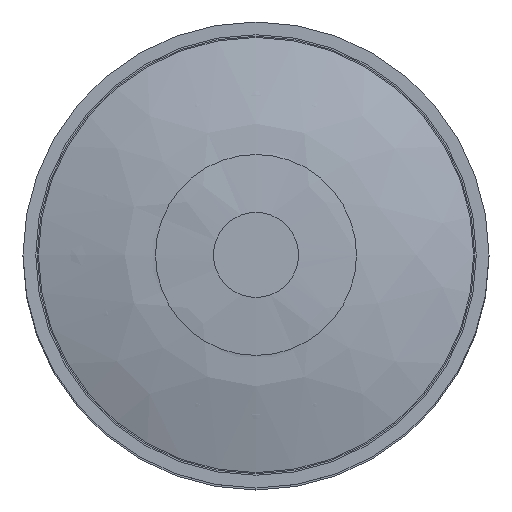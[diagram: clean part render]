
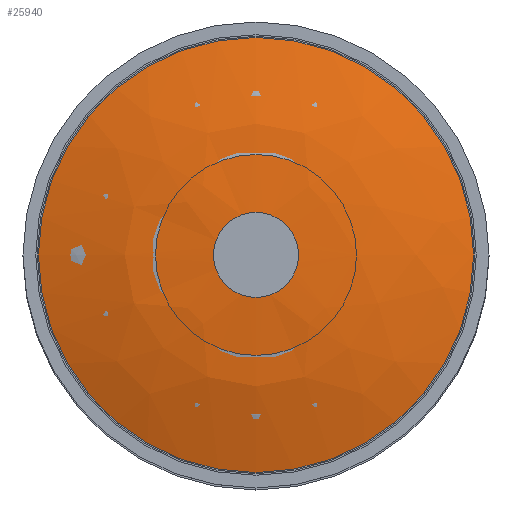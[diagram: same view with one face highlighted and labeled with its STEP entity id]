
A CAD part, top view. The second image highlights one B-rep face of the part: STEP entity #25940.
In plain terms, the highlighted free-form (B-spline) face has degree [2, 2] with [3, 9] control points.
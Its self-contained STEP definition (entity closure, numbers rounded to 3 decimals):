
#17=(
BOUNDED_SURFACE()
B_SPLINE_SURFACE(2,2,((#94405,#94406,#94407,#94408,#94409,#94410,#94411,
#94412,#94413),(#94414,#94415,#94416,#94417,#94418,#94419,#94420,#94421,
#94422),(#94423,#94424,#94425,#94426,#94427,#94428,#94429,#94430,#94431)),
 .UNSPECIFIED.,.F.,.T.,.F.)
B_SPLINE_SURFACE_WITH_KNOTS((3,3),(3,2,2,2,3),(-1.571,-1.236),
(-3.142,-1.571,0.,1.571,3.142),
 .UNSPECIFIED.)
GEOMETRIC_REPRESENTATION_ITEM()
RATIONAL_B_SPLINE_SURFACE(((1.,0.707,1.,0.707,1.,
0.707,1.,0.707,1.),(0.986,0.697,
0.986,0.697,0.986,0.697,
0.986,0.697,0.986),(1.,0.707,
1.,0.707,1.,0.707,1.,0.707,1.)))
REPRESENTATION_ITEM('')
SURFACE()
);
#2021=CIRCLE('',#27192,275.);
#2022=CIRCLE('',#27193,275.);
#2023=CIRCLE('',#27194,275.);
#2024=CIRCLE('',#27195,1407.5);
#2025=CIRCLE('',#27196,1407.5);
#2026=CIRCLE('',#27197,3450.);
#3080=FACE_OUTER_BOUND('',#4958,.T.);
#4958=EDGE_LOOP('',(#23170,#23171,#23172,#23173,#23174,#23175,#23176));
#12919=VERTEX_POINT('',#94398);
#12920=VERTEX_POINT('',#94399);
#12921=VERTEX_POINT('',#94401);
#12922=VERTEX_POINT('',#94432);
#12923=VERTEX_POINT('',#94433);
#16620=EDGE_CURVE('',#12919,#12920,#2021,.T.);
#16621=EDGE_CURVE('',#12921,#12919,#2022,.T.);
#16623=EDGE_CURVE('',#12920,#12921,#2023,.T.);
#16624=EDGE_CURVE('',#12922,#12923,#2024,.T.);
#16625=EDGE_CURVE('',#12923,#12922,#2025,.T.);
#16626=EDGE_CURVE('',#12923,#12920,#2026,.T.);
#23170=ORIENTED_EDGE('',*,*,#16624,.F.);
#23171=ORIENTED_EDGE('',*,*,#16625,.F.);
#23172=ORIENTED_EDGE('',*,*,#16626,.T.);
#23173=ORIENTED_EDGE('',*,*,#16623,.T.);
#23174=ORIENTED_EDGE('',*,*,#16621,.T.);
#23175=ORIENTED_EDGE('',*,*,#16620,.T.);
#23176=ORIENTED_EDGE('',*,*,#16626,.F.);
#25940=ADVANCED_FACE('',(#3080),#17,.F.);
#27192=AXIS2_PLACEMENT_3D('',#94400,#30572,#30573);
#27193=AXIS2_PLACEMENT_3D('',#94402,#30574,#30575);
#27194=AXIS2_PLACEMENT_3D('',#94404,#30577,#30578);
#27195=AXIS2_PLACEMENT_3D('',#94434,#30579,#30580);
#27196=AXIS2_PLACEMENT_3D('',#94435,#30581,#30582);
#27197=AXIS2_PLACEMENT_3D('',#94436,#30583,#30584);
#30572=DIRECTION('center_axis',(0.,0.,-1.));
#30573=DIRECTION('ref_axis',(1.,0.,0.));
#30574=DIRECTION('center_axis',(0.,0.,-1.));
#30575=DIRECTION('ref_axis',(1.,0.,0.));
#30577=DIRECTION('center_axis',(0.,0.,-1.));
#30578=DIRECTION('ref_axis',(1.,0.,0.));
#30579=DIRECTION('center_axis',(0.,0.,-1.));
#30580=DIRECTION('ref_axis',(1.,0.,0.));
#30581=DIRECTION('center_axis',(0.,0.,-1.));
#30582=DIRECTION('ref_axis',(1.,0.,0.));
#30583=DIRECTION('center_axis',(0.,-1.,0.));
#30584=DIRECTION('ref_axis',(1.,0.,0.));
#94398=CARTESIAN_POINT('',(0.,275.,3884.));
#94399=CARTESIAN_POINT('',(275.,0.,3884.));
#94400=CARTESIAN_POINT('Origin',(0.,0.,3884.));
#94401=CARTESIAN_POINT('',(0.,-275.,3884.));
#94402=CARTESIAN_POINT('Origin',(0.,0.,3884.));
#94404=CARTESIAN_POINT('Origin',(0.,0.,3884.));
#94405=CARTESIAN_POINT('Ctrl Pts',(275.,0.,
3884.));
#94406=CARTESIAN_POINT('Ctrl Pts',(275.,-275.,3884.));
#94407=CARTESIAN_POINT('Ctrl Pts',(0.,-275.,3884.));
#94408=CARTESIAN_POINT('Ctrl Pts',(-275.,-275.,
3884.));
#94409=CARTESIAN_POINT('Ctrl Pts',(-275.,0.,
3884.));
#94410=CARTESIAN_POINT('Ctrl Pts',(-275.,275.,3884.));
#94411=CARTESIAN_POINT('Ctrl Pts',(0.,275.,3884.));
#94412=CARTESIAN_POINT('Ctrl Pts',(275.,275.,3884.));
#94413=CARTESIAN_POINT('Ctrl Pts',(275.,0.,
3884.));
#94414=CARTESIAN_POINT('Ctrl Pts',(857.386,0.,
3884.));
#94415=CARTESIAN_POINT('Ctrl Pts',(857.386,-857.386,3884.));
#94416=CARTESIAN_POINT('Ctrl Pts',(0.,-857.386,3884.));
#94417=CARTESIAN_POINT('Ctrl Pts',(-857.386,-857.386,
3884.));
#94418=CARTESIAN_POINT('Ctrl Pts',(-857.386,0.,
3884.));
#94419=CARTESIAN_POINT('Ctrl Pts',(-857.386,857.386,3884.));
#94420=CARTESIAN_POINT('Ctrl Pts',(0.,857.386,3884.));
#94421=CARTESIAN_POINT('Ctrl Pts',(857.386,857.386,3884.));
#94422=CARTESIAN_POINT('Ctrl Pts',(857.386,0.,
3884.));
#94423=CARTESIAN_POINT('Ctrl Pts',(1407.5,0.,3692.826));
#94424=CARTESIAN_POINT('Ctrl Pts',(1407.5,-1407.5,3692.826));
#94425=CARTESIAN_POINT('Ctrl Pts',(0.,-1407.5,3692.826));
#94426=CARTESIAN_POINT('Ctrl Pts',(-1407.5,-1407.5,3692.826));
#94427=CARTESIAN_POINT('Ctrl Pts',(-1407.5,0.,3692.826));
#94428=CARTESIAN_POINT('Ctrl Pts',(-1407.5,1407.5,3692.826));
#94429=CARTESIAN_POINT('Ctrl Pts',(0.,1407.5,3692.826));
#94430=CARTESIAN_POINT('Ctrl Pts',(1407.5,1407.5,3692.826));
#94431=CARTESIAN_POINT('Ctrl Pts',(1407.5,0.,3692.826));
#94432=CARTESIAN_POINT('',(0.,1407.5,3692.826));
#94433=CARTESIAN_POINT('',(1407.5,0.,3692.826));
#94434=CARTESIAN_POINT('Origin',(0.,0.,3692.826));
#94435=CARTESIAN_POINT('Origin',(0.,0.,3692.826));
#94436=CARTESIAN_POINT('Origin',(275.,0.,
434.));
